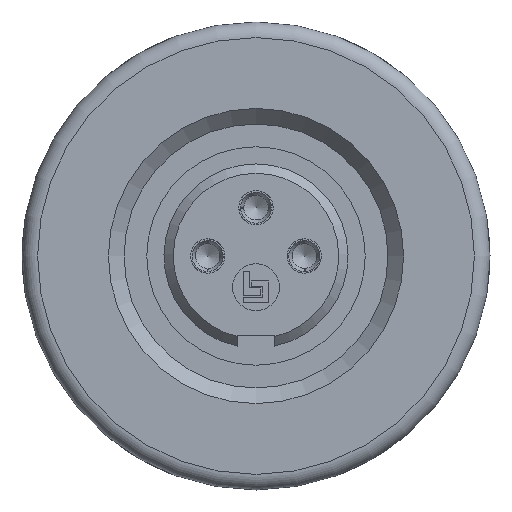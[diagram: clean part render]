
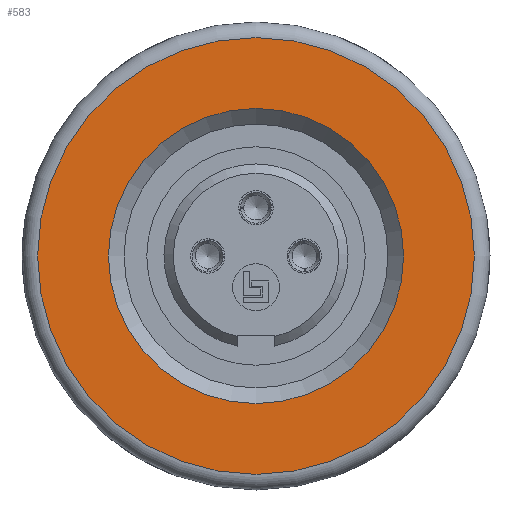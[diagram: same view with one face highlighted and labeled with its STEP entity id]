
A CAD part, left-side view. The second image highlights one B-rep face of the part: STEP entity #583.
In plain terms, the highlighted planar face has unit normal (-1, 0, 0).
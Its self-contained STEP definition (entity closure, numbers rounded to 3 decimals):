
#335=PLANE('',#2882);
#436=FACE_BOUND('',#948,.T.);
#437=FACE_BOUND('',#949,.T.);
#583=ADVANCED_FACE('',(#436,#437),#335,.T.);
#948=EDGE_LOOP('',(#1796));
#949=EDGE_LOOP('',(#1797));
#1796=ORIENTED_EDGE('',*,*,#2465,.T.);
#1797=ORIENTED_EDGE('',*,*,#2466,.T.);
#2143=VERTEX_POINT('',#4998);
#2144=VERTEX_POINT('',#5001);
#2465=EDGE_CURVE('',#2143,#2143,#2624,.T.);
#2466=EDGE_CURVE('',#2144,#2144,#2625,.T.);
#2624=CIRCLE('',#2879,4.73);
#2625=CIRCLE('',#2881,7.);
#2879=AXIS2_PLACEMENT_3D('',#4997,#3512,#3513);
#2881=AXIS2_PLACEMENT_3D('',#5000,#3516,#3517);
#2882=AXIS2_PLACEMENT_3D('',#5002,#3518,#3519);
#3512=DIRECTION('',(1.,0.,0.));
#3513=DIRECTION('',(0.,0.,1.));
#3516=DIRECTION('',(-1.,0.,0.));
#3517=DIRECTION('',(0.,0.,1.));
#3518=DIRECTION('',(-1.,0.,0.));
#3519=DIRECTION('',(0.,0.,1.));
#4997=CARTESIAN_POINT('',(0.,0.,0.));
#4998=CARTESIAN_POINT('',(0.,0.,4.73));
#5000=CARTESIAN_POINT('',(0.,0.,
0.));
#5001=CARTESIAN_POINT('',(0.,0.,
7.));
#5002=CARTESIAN_POINT('',(0.,0.,
0.));
